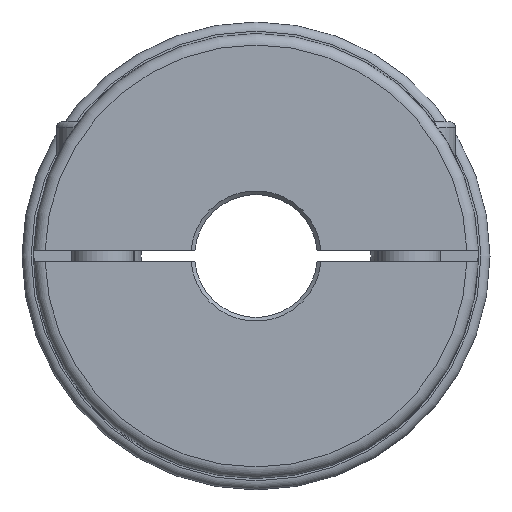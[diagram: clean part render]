
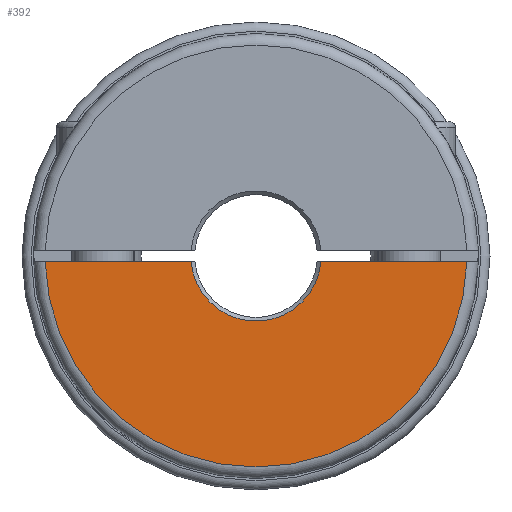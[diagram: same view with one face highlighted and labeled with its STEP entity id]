
A CAD part, left-side view. The second image highlights one B-rep face of the part: STEP entity #392.
In plain terms, the highlighted planar face has unit normal (-1, 0, 0).
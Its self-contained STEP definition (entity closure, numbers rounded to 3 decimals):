
#392 = ADVANCED_FACE( '', ( #909 ), #910, .T. );
#909 = FACE_OUTER_BOUND( '', #1542, .T. );
#910 = PLANE( '', #1543 );
#1542 = EDGE_LOOP( '', ( #2548, #2549, #2550, #2551 ) );
#1543 = AXIS2_PLACEMENT_3D( '', #2552, #2553, #2554 );
#2548 = ORIENTED_EDGE( '', *, *, #3436, .T. );
#2549 = ORIENTED_EDGE( '', *, *, #3175, .T. );
#2550 = ORIENTED_EDGE( '', *, *, #3437, .T. );
#2551 = ORIENTED_EDGE( '', *, *, #3182, .T. );
#2552 = CARTESIAN_POINT( '', ( 0., 0., 11.5 ) );
#2553 = DIRECTION( '', ( -1., 0., 0. ) );
#2554 = DIRECTION( '', ( 0., 0., -1. ) );
#3175 = EDGE_CURVE( '', #3699, #3696, #3700, .F. );
#3182 = EDGE_CURVE( '', #3706, #3710, #3712, .T. );
#3436 = EDGE_CURVE( '', #3710, #3699, #4096, .T. );
#3437 = EDGE_CURVE( '', #3696, #3706, #4097, .T. );
#3696 = VERTEX_POINT( '', #4459 );
#3699 = VERTEX_POINT( '', #4465 );
#3700 = CIRCLE( '', #4466, 17. );
#3706 = VERTEX_POINT( '', #4475 );
#3710 = VERTEX_POINT( '', #4494 );
#3712 = CIRCLE( '', #4511, 55. );
#4096 = LINE( '', #5586, #5587 );
#4097 = LINE( '', #5588, #5589 );
#4459 = CARTESIAN_POINT( '', ( 0., 16.934, -1.5 ) );
#4465 = CARTESIAN_POINT( '', ( 0., -16.934, -1.5 ) );
#4466 = AXIS2_PLACEMENT_3D( '', #6176, #6177, #6178 );
#4475 = CARTESIAN_POINT( '', ( 0., 54.98, -1.5 ) );
#4494 = CARTESIAN_POINT( '', ( 0., -54.98, -1.5 ) );
#4511 = AXIS2_PLACEMENT_3D( '', #6185, #6186, #6187 );
#5586 = CARTESIAN_POINT( '', ( 0., 0., -1.5 ) );
#5587 = VECTOR( '', #6496, 1000. );
#5588 = CARTESIAN_POINT( '', ( 0., 0., -1.5 ) );
#5589 = VECTOR( '', #6497, 1000. );
#6176 = CARTESIAN_POINT( '', ( 0., 0., 0. ) );
#6177 = DIRECTION( '', ( -1., 0., 0. ) );
#6178 = DIRECTION( '', ( 0., 0., 1. ) );
#6185 = CARTESIAN_POINT( '', ( 0., 0., 0. ) );
#6186 = DIRECTION( '', ( -1., 0., 0. ) );
#6187 = DIRECTION( '', ( 0., 0., -1. ) );
#6496 = DIRECTION( '', ( 0., 1., 0. ) );
#6497 = DIRECTION( '', ( 0., 1., 0. ) );
